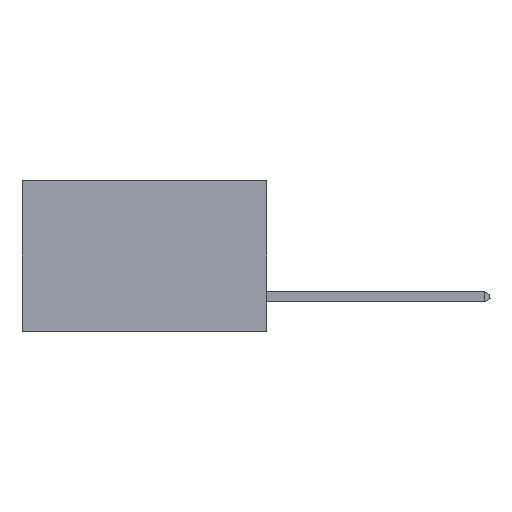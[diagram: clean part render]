
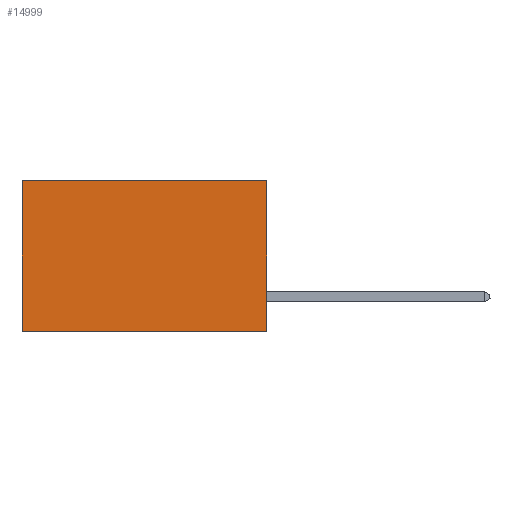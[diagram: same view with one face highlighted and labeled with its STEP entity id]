
A CAD part, left-side view. The second image highlights one B-rep face of the part: STEP entity #14999.
In plain terms, the highlighted planar face has unit normal (-1, 0, 0).
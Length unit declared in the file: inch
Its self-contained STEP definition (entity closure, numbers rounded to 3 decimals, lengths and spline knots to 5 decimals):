
#494 = LINE ( 'NONE', #9256, #2305 ) ;
#739 = CARTESIAN_POINT ( 'NONE',  ( 0.2875, 0., 0. ) ) ;
#761 = EDGE_CURVE ( 'NONE', #9303, #8175, #494, .T. ) ;
#774 = DIRECTION ( 'NONE',  ( 0., 0., -1. ) ) ;
#832 = ORIENTED_EDGE ( 'NONE', *, *, #1746, .F. ) ;
#1419 = AXIS2_PLACEMENT_3D ( 'NONE', #739, #13774, #20365 ) ;
#1746 = EDGE_CURVE ( 'NONE', #8175, #8863, #2526, .T. ) ;
#1947 = ORIENTED_EDGE ( 'NONE', *, *, #761, .F. ) ;
#2305 = VECTOR ( 'NONE', #774, 39.37008 ) ;
#2526 = LINE ( 'NONE', #16375, #19612 ) ;
#3488 = EDGE_LOOP ( 'NONE', ( #9811, #832, #1947, #15280 ) ) ;
#3558 = LINE ( 'NONE', #14672, #18274 ) ;
#4641 = CARTESIAN_POINT ( 'NONE',  ( 0.2875, 0.6, -0.37 ) ) ;
#6639 = FACE_OUTER_BOUND ( 'NONE', #3488, .T. ) ;
#7420 = CARTESIAN_POINT ( 'NONE',  ( 0.2875, 0.6, 0. ) ) ;
#7648 = CARTESIAN_POINT ( 'NONE',  ( 0.2875, 0., -0.37 ) ) ;
#7987 = CARTESIAN_POINT ( 'NONE',  ( 0.2875, 0.6, 0. ) ) ;
#8175 = VERTEX_POINT ( 'NONE', #7648 ) ;
#8372 = LINE ( 'NONE', #7420, #10697 ) ;
#8863 = VERTEX_POINT ( 'NONE', #4641 ) ;
#8902 = EDGE_CURVE ( 'NONE', #9303, #20410, #3558, .T. ) ;
#9256 = CARTESIAN_POINT ( 'NONE',  ( 0.2875, 0., 0. ) ) ;
#9303 = VERTEX_POINT ( 'NONE', #12317 ) ;
#9339 = DIRECTION ( 'NONE',  ( 0., 0., -1. ) ) ;
#9811 = ORIENTED_EDGE ( 'NONE', *, *, #10430, .T. ) ;
#10430 = EDGE_CURVE ( 'NONE', #20410, #8863, #8372, .T. ) ;
#10483 = PLANE ( 'NONE',  #1419 ) ;
#10697 = VECTOR ( 'NONE', #9339, 39.37008 ) ;
#12317 = CARTESIAN_POINT ( 'NONE',  ( 0.2875, 0., 0. ) ) ;
#13774 = DIRECTION ( 'NONE',  ( 1., 0., 0. ) ) ;
#14672 = CARTESIAN_POINT ( 'NONE',  ( 0.2875, 0., 0. ) ) ;
#14877 = DIRECTION ( 'NONE',  ( 0., 1., 0. ) ) ;
#14999 = ADVANCED_FACE ( 'NONE', ( #6639 ), #10483, .F. ) ;
#15280 = ORIENTED_EDGE ( 'NONE', *, *, #8902, .T. ) ;
#16375 = CARTESIAN_POINT ( 'NONE',  ( 0.2875, 0., -0.37 ) ) ;
#18274 = VECTOR ( 'NONE', #14877, 39.37008 ) ;
#19612 = VECTOR ( 'NONE', #21006, 39.37008 ) ;
#20365 = DIRECTION ( 'NONE',  ( 0., 0., -1. ) ) ;
#20410 = VERTEX_POINT ( 'NONE', #7987 ) ;
#21006 = DIRECTION ( 'NONE',  ( 0., 1., 0. ) ) ;
